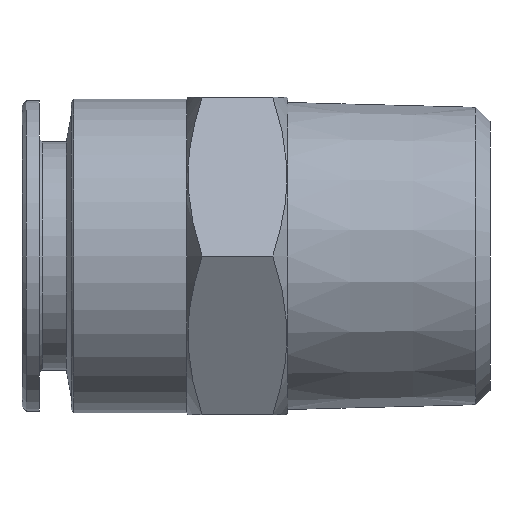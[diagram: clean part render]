
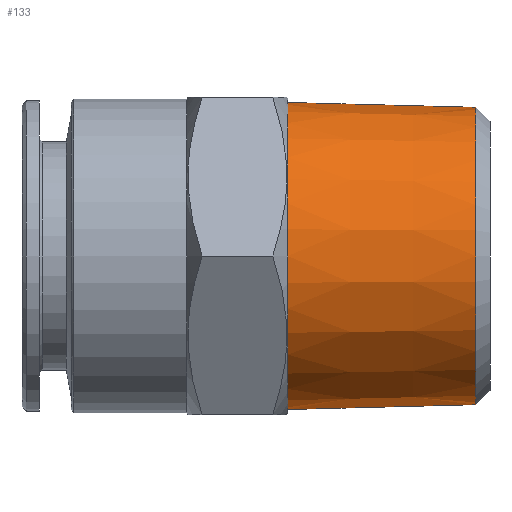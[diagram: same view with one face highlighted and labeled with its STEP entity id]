
A CAD part, left-side view. The second image highlights one B-rep face of the part: STEP entity #133.
In plain terms, the highlighted conical face has half-angle 1.47 degrees and reference radius 10.626 mm.
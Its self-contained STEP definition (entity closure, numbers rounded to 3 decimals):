
#67 = EDGE_CURVE ( 'NONE', #686, #693, #107, .T. ) ;
#103 = DIRECTION ( 'NONE',  ( 0., 0., -1. ) ) ;
#104 = DIRECTION ( 'NONE',  ( 0., -1., 0. ) ) ;
#105 = CARTESIAN_POINT ( 'NONE',  ( 0., 14., 0. ) ) ;
#106 = AXIS2_PLACEMENT_3D ( 'NONE', #105, #104, #103 ) ;
#107 = CIRCLE ( 'NONE', #106, 10.626 ) ;
#132 = EDGE_CURVE ( 'NONE', #547, #651, #513, .T. ) ;
#133 = ADVANCED_FACE ( 'NONE', ( #514 ), #506, .T. ) ;
#134 = EDGE_LOOP ( 'NONE', ( #135, #136, #137, #138 ) ) ;
#135 = ORIENTED_EDGE ( 'NONE', *, *, #579, .F. ) ;
#136 = ORIENTED_EDGE ( 'NONE', *, *, #132, .F. ) ;
#137 = ORIENTED_EDGE ( 'NONE', *, *, #705, .T. ) ;
#138 = ORIENTED_EDGE ( 'NONE', *, *, #67, .T. ) ;
#503 = DIRECTION ( 'NONE',  ( 0., 0., 1. ) ) ;
#504 = DIRECTION ( 'NONE',  ( 0., 1., 0. ) ) ;
#505 = AXIS2_PLACEMENT_3D ( 'NONE', #508, #504, #503 ) ;
#506 = CONICAL_SURFACE ( 'NONE', #505, 10.626, 0.026 ) ;
#508 = CARTESIAN_POINT ( 'NONE',  ( 0., 14., 0. ) ) ;
#509 = DIRECTION ( 'NONE',  ( 0., 0., -1. ) ) ;
#510 = DIRECTION ( 'NONE',  ( 0., -1., 0. ) ) ;
#511 = CARTESIAN_POINT ( 'NONE',  ( 0., 1., 0. ) ) ;
#512 = AXIS2_PLACEMENT_3D ( 'NONE', #511, #510, #509 ) ;
#513 = CIRCLE ( 'NONE', #512, 10.293 ) ;
#514 = FACE_OUTER_BOUND ( 'NONE', #134, .T. ) ;
#547 = VERTEX_POINT ( 'NONE', #1297 ) ;
#579 = EDGE_CURVE ( 'NONE', #651, #693, #868, .T. ) ;
#651 = VERTEX_POINT ( 'NONE', #1078 ) ;
#686 = VERTEX_POINT ( 'NONE', #1152 ) ;
#693 = VERTEX_POINT ( 'NONE', #1122 ) ;
#705 = EDGE_CURVE ( 'NONE', #547, #686, #1105, .T. ) ;
#826 = DIRECTION ( 'NONE',  ( 0., 1., -0.026 ) ) ;
#850 = VECTOR ( 'NONE', #826, 1000. ) ;
#851 = CARTESIAN_POINT ( 'NONE',  ( 0., 14., -10.626 ) ) ;
#868 = LINE ( 'NONE', #851, #850 ) ;
#1078 = CARTESIAN_POINT ( 'NONE',  ( 0., 1., -10.293 ) ) ;
#1103 = VECTOR ( 'NONE', #1121, 1000. ) ;
#1104 = CARTESIAN_POINT ( 'NONE',  ( 0., 14., 10.626 ) ) ;
#1105 = LINE ( 'NONE', #1104, #1103 ) ;
#1121 = DIRECTION ( 'NONE',  ( 0., 1., 0.026 ) ) ;
#1122 = CARTESIAN_POINT ( 'NONE',  ( 0., 14., -10.626 ) ) ;
#1152 = CARTESIAN_POINT ( 'NONE',  ( 0., 14., 10.626 ) ) ;
#1297 = CARTESIAN_POINT ( 'NONE',  ( 0., 1., 10.293 ) ) ;
